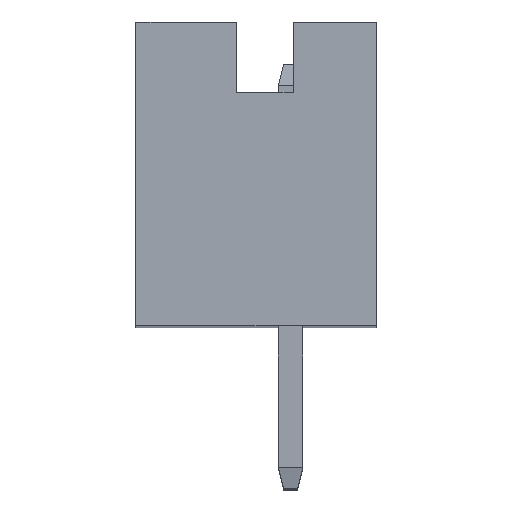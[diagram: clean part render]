
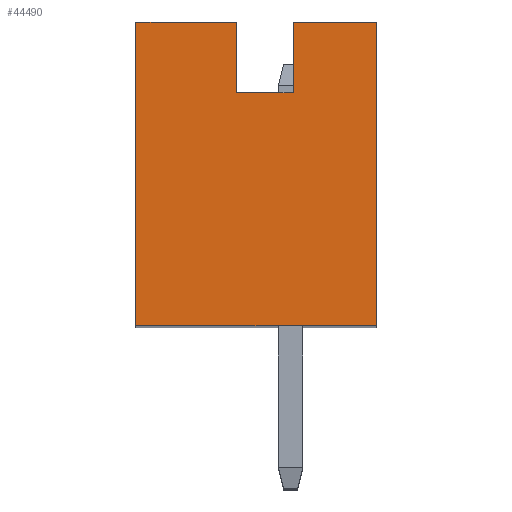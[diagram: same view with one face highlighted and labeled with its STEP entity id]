
A CAD part, top view. The second image highlights one B-rep face of the part: STEP entity #44490.
In plain terms, the highlighted planar face has unit normal (0, 0, 1).
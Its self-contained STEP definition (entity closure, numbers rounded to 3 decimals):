
#7890=CARTESIAN_POINT('',(-2.217,-1.53,-2.3));
#7900=VERTEX_POINT('',#7890);
#7930=CARTESIAN_POINT('',(0.,-1.53,-2.3));
#7940=DIRECTION('',(1.,0.,0.));
#7950=VECTOR('',#7940,1.);
#7960=LINE('',#7930,#7950);
#7970=CARTESIAN_POINT('',(1.183,-1.53,-2.3));
#7980=VERTEX_POINT('',#7970);
#7990=EDGE_CURVE('',#7900,#7980,#7960,.T.);
#8150=CARTESIAN_POINT('',(1.183,0.,-2.3));
#8160=DIRECTION('',(0.,1.,0.));
#8170=VECTOR('',#8160,1.);
#8180=LINE('',#8150,#8170);
#8190=CARTESIAN_POINT('',(1.183,2.77,-2.3));
#8200=VERTEX_POINT('',#8190);
#8210=EDGE_CURVE('',#7980,#8200,#8180,.T.);
#19310=CARTESIAN_POINT('',(-2.217,2.77,-2.3));
#19320=VERTEX_POINT('',#19310);
#19350=CARTESIAN_POINT('',(-2.217,0.,-2.3));
#19360=DIRECTION('',(0.,1.,0.));
#19370=VECTOR('',#19360,1.);
#19380=LINE('',#19350,#19370);
#19390=EDGE_CURVE('',#7900,#19320,#19380,.T.);
#44010=CARTESIAN_POINT('',(-0.318,-2.272,-2.3));
#44020=DIRECTION('',(0.,0.,1.));
#44030=DIRECTION('',(1.,0.,0.));
#44040=AXIS2_PLACEMENT_3D('',#44010,#44020,#44030);
#44050=PLANE('',#44040);
#44060=ORIENTED_EDGE('',*,*,#19390,.F.);
#44070=CARTESIAN_POINT('',(0.,2.77,-2.3));
#44080=DIRECTION('',(1.,0.,0.));
#44090=VECTOR('',#44080,1.);
#44100=LINE('',#44070,#44090);
#44110=CARTESIAN_POINT('',(-0.792,2.77,-2.3));
#44120=VERTEX_POINT('',#44110);
#44130=EDGE_CURVE('',#19320,#44120,#44100,.T.);
#44140=ORIENTED_EDGE('',*,*,#44130,.F.);
#44150=CARTESIAN_POINT('',(-0.792,2.77,-2.3));
#44160=DIRECTION('',(0.,-1.,0.));
#44170=VECTOR('',#44160,1.);
#44180=LINE('',#44150,#44170);
#44190=CARTESIAN_POINT('',(-0.792,1.77,-2.3));
#44200=VERTEX_POINT('',#44190);
#44210=EDGE_CURVE('',#44120,#44200,#44180,.T.);
#44220=ORIENTED_EDGE('',*,*,#44210,.F.);
#44230=CARTESIAN_POINT('',(0.,1.77,-2.3));
#44240=DIRECTION('',(1.,0.,0.));
#44250=VECTOR('',#44240,1.);
#44260=LINE('',#44230,#44250);
#44270=CARTESIAN_POINT('',(0.008,1.77,-2.3));
#44280=VERTEX_POINT('',#44270);
#44290=EDGE_CURVE('',#44200,#44280,#44260,.T.);
#44300=ORIENTED_EDGE('',*,*,#44290,.F.);
#44310=CARTESIAN_POINT('',(0.008,0.,
-2.3));
#44320=DIRECTION('',(0.,1.,0.));
#44330=VECTOR('',#44320,1.);
#44340=LINE('',#44310,#44330);
#44350=CARTESIAN_POINT('',(0.008,2.77,-2.3));
#44360=VERTEX_POINT('',#44350);
#44370=EDGE_CURVE('',#44280,#44360,#44340,.T.);
#44380=ORIENTED_EDGE('',*,*,#44370,.F.);
#44390=CARTESIAN_POINT('',(0.108,2.77,-2.3));
#44400=DIRECTION('',(-1.,0.,0.));
#44410=VECTOR('',#44400,1.);
#44420=LINE('',#44390,#44410);
#44430=EDGE_CURVE('',#8200,#44360,#44420,.T.);
#44440=ORIENTED_EDGE('',*,*,#44430,.T.);
#44450=ORIENTED_EDGE('',*,*,#8210,.T.);
#44460=ORIENTED_EDGE('',*,*,#7990,.T.);
#44470=EDGE_LOOP('',(#44460,#44450,#44440,#44380,#44300,#44220,#44140,
#44060));
#44480=FACE_OUTER_BOUND('',#44470,.T.);
#44490=ADVANCED_FACE('',(#44480),#44050,.T.);
